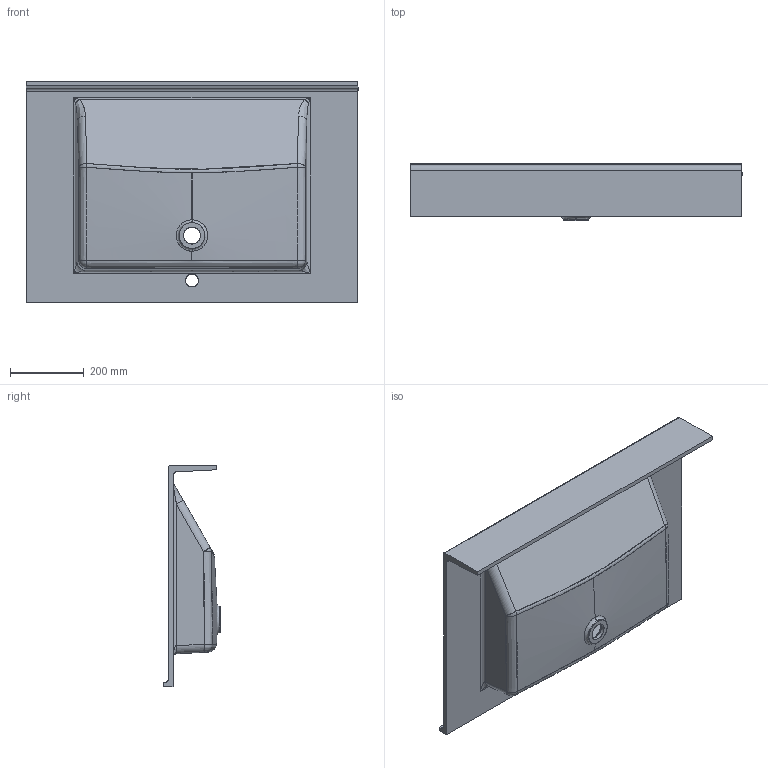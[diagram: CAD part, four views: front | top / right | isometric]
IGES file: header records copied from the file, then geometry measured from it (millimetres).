
Start section: SolidWorks IGES file using analytic representation for surfaces
Global section: file name: NEW YORK.IGS; native system: SolidWorks 2020; preprocessor: SolidWorks 2020; author: cedric.miclo; date: 201104.171207; units: millimetre
Bounding box: 900 x 157 x 600 mm (x, y, z)
Surface area: 1623958.7 mm2 (no closed solid volume)
Topology: 0 solids, 0 shells, 86 faces, 1212 edges, 1208 vertices
Faces by surface type: bspline 47, revolution 39
